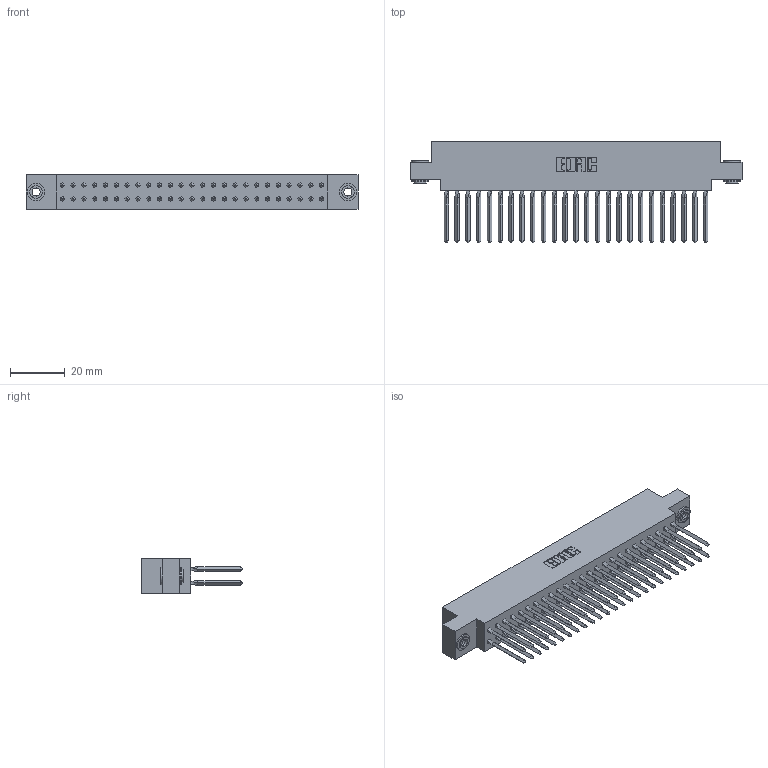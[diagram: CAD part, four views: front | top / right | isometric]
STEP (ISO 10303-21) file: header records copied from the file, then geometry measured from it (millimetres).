
FILE_DESCRIPTION (( 'STEP AP203' ), '1' );
FILE_NAME ('317-050-542-803.STEP', '2020-02-28T03:11:07', ( '' ), ( '' ), 'SwSTEP 2.0', 'SolidWorks 2016', '' );
FILE_SCHEMA (( 'CONFIG_CONTROL_DESIGN' ));
Length unit declared in the file: inch
Products named in the file (4): 345-250-002_345-250-002-102; 317-050-542-803; 317 Part_.156 Dia - TH; 317-290-003_542
Assembly tree (53 placements, depth 2):
  317-050-542-803
    317 Part_.156 Dia - TH
    317-290-003_542  x50
    345-250-002_345-250-002-102  x2
Bounding box: 121.77 x 37.34 x 12.7 mm (x, y, z)
Volume: 19421.2 mm3; surface area: 26677.7 mm2
Topology: 53 solids, 53 shells, 2990 faces, 8351 edges, 5330 vertices
Faces by surface type: plane 2368, cylinder 414, bspline 200, cone 8
Entity records: 38176 total; most frequent: CARTESIAN_POINT 6876, ORIENTED_EDGE 6532, DIRECTION 5564, EDGE_CURVE 3266, LINE 3072, VECTOR 3072, VERTEX_POINT 2170, AXIS2_PLACEMENT_3D 1246
